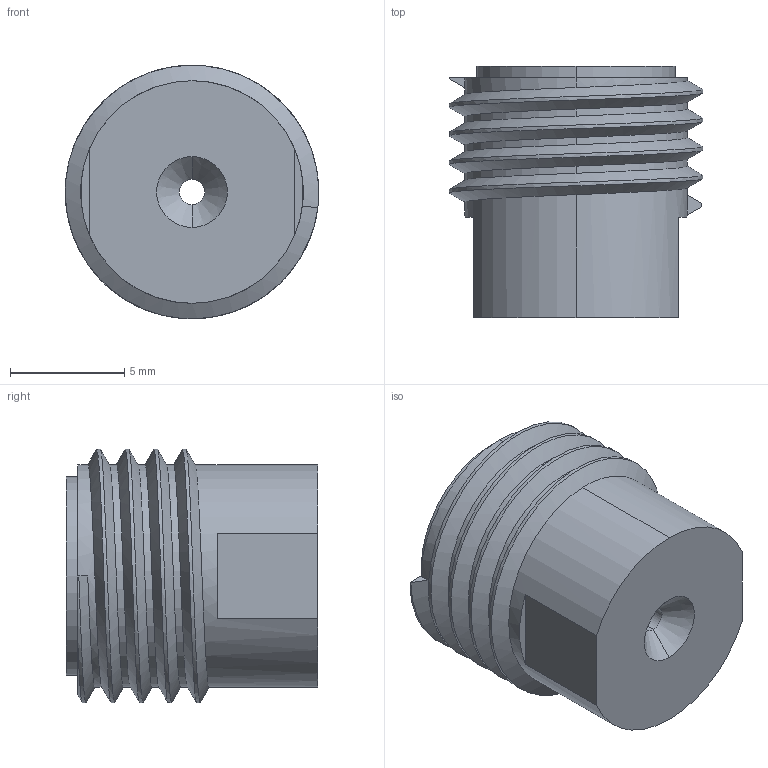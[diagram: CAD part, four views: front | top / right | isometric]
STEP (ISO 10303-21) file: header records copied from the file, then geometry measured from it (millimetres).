
FILE_DESCRIPTION (( 'STEP AP214' ), '1' );
FILE_NAME ('inner screw.STEP', '2018-11-26T11:28:44', ( '' ), ( '' ), 'SwSTEP 2.0', 'SolidWorks 2016', '' );
FILE_SCHEMA (( 'AUTOMOTIVE_DESIGN' ));
Length unit declared in the file: millimetre
Products named in the file (1): inner screw
Bounding box: 11.1 x 11 x 11.1 mm (x, y, z)
Volume: 806.3 mm3; surface area: 665.1 mm2
Topology: 1 solids, 1 shells, 31 faces, 79 edges, 52 vertices
Faces by surface type: cylinder 16, plane 10, bspline 3, cone 2
Entity records: 1650 total; most frequent: CARTESIAN_POINT 925, ORIENTED_EDGE 158, DIRECTION 131, EDGE_CURVE 79, VERTEX_POINT 52, AXIS2_PLACEMENT_3D 51, EDGE_LOOP 35, ADVANCED_FACE 31
